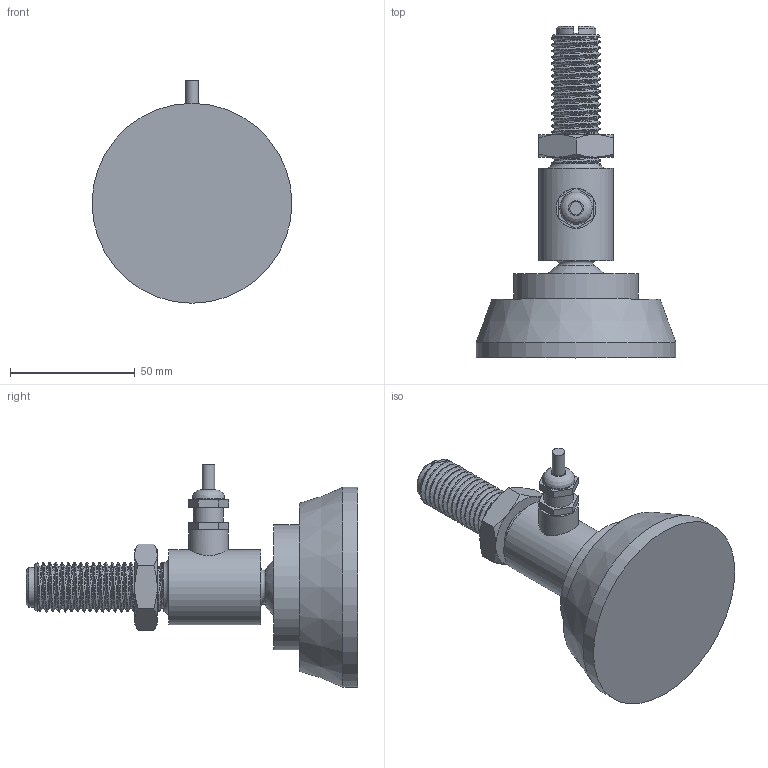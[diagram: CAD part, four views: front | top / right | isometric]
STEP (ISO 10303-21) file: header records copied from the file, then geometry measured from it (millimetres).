
FILE_DESCRIPTION(/* description */ (''),/* implementation_level */ '2;1');
FILE_NAME(/* name */ '106MS-F-YZ-5t v2.step',/* time_stamp */ '2020-01-31T13:15:19-08:00',/* author */ (''),/* organization */ (''),/* preprocessor_version */ 'ST-DEVELOPER v18',/* originating_system */ 'Autodesk Translation Framework v8.12.0.6',/* authorisation */ '');
FILE_SCHEMA (('AUTOMOTIVE_DESIGN { 1 0 10303 214 3 1 1 }'));
Length unit declared in the file: millimetre
Products named in the file (3): 106MS-F-YZ-5t; Connector; 90381A106
Assembly tree (2 placements, depth 2):
  106MS-F-YZ-5t
    Connector
    90381A106
Bounding box: 80 x 132.8 x 89.03 mm (x, y, z)
Volume: 175293.1 mm3; surface area: 30712.3 mm2
Topology: 3 solids, 3 shells, 131 faces, 331 edges, 218 vertices
Faces by surface type: cylinder 61, plane 41, cone 21, bspline 5, torus 2, sphere 1
Full cylindrical faces by diameter (mm): 5.1 x1, 10 x1, 12 x2, 13 x1, 16 x2, 16.752 x1, 16.938 x19, 19.791 x20, 20 x3, 30 x1, 50 x1, 80 x1
Entity records: 9523 total; most frequent: CARTESIAN_POINT 6535, ORIENTED_EDGE 660, DIRECTION 530, EDGE_CURVE 330, VERTEX_POINT 218, AXIS2_PLACEMENT_3D 209, EDGE_LOOP 146, FACE_OUTER_BOUND 131
